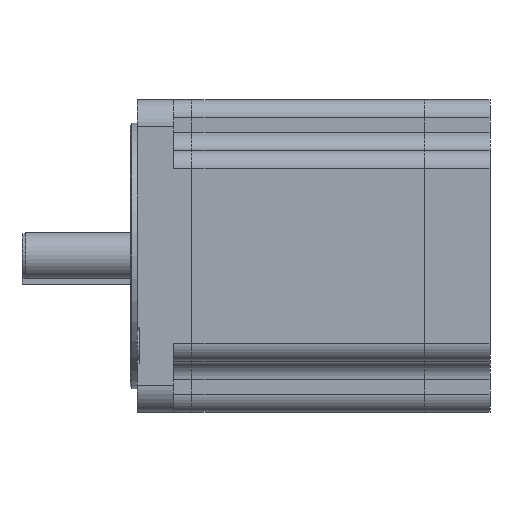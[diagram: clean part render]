
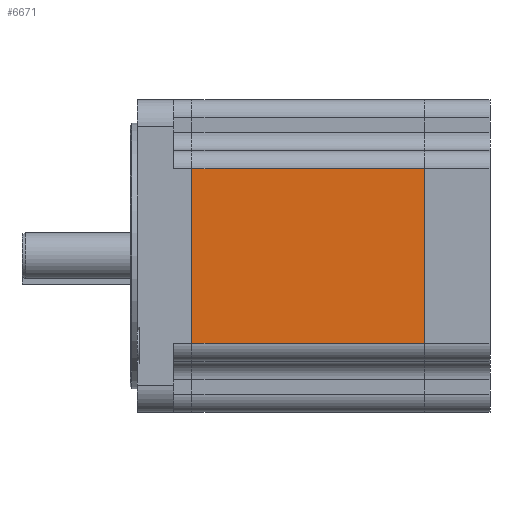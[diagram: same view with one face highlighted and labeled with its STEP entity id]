
A CAD part, left-side view. The second image highlights one B-rep face of the part: STEP entity #6671.
In plain terms, the highlighted planar face has unit normal (-1, 0, 0).
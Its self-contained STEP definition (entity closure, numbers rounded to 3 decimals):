
#321 = ORIENTED_EDGE ( 'NONE', *, *, #6716, .F. ) ;
#322 = ORIENTED_EDGE ( 'NONE', *, *, #10612, .T. ) ;
#323 = ORIENTED_EDGE ( 'NONE', *, *, #10611, .T. ) ;
#324 = ORIENTED_EDGE ( 'NONE', *, *, #10613, .T. ) ;
#422 = CARTESIAN_POINT ( 'NONE',  ( -13.393, 18.01, 41.356 ) ) ;
#423 = CARTESIAN_POINT ( 'NONE',  ( -13.393, 18.01, -6.644 ) ) ;
#455 = CARTESIAN_POINT ( 'NONE',  ( -13.393, 81.99, 41.356 ) ) ;
#456 = CARTESIAN_POINT ( 'NONE',  ( -13.393, 81.99, -6.644 ) ) ;
#966 = VERTEX_POINT ( 'NONE', #422 ) ;
#968 = VERTEX_POINT ( 'NONE', #423 ) ;
#1034 = VERTEX_POINT ( 'NONE', #455 ) ;
#1036 = VERTEX_POINT ( 'NONE', #456 ) ;
#1393 = PLANE ( 'NONE',  #8462 ) ;
#1395 = CARTESIAN_POINT ( 'NONE',  ( -13.393, 97., -18.144 ) ) ;
#1397 = DIRECTION ( 'NONE',  ( 1., 0., 0. ) ) ;
#1399 = DIRECTION ( 'NONE',  ( 0., 0., -1. ) ) ;
#1592 = EDGE_LOOP ( 'NONE', ( #321, #323, #322, #324 ) ) ;
#2807 = LINE ( 'NONE', #2808, #8051 ) ;
#2808 = CARTESIAN_POINT ( 'NONE',  ( -13.393, 97., -6.644 ) ) ;
#2809 = DIRECTION ( 'NONE',  ( 0., -1., 0. ) ) ;
#2810 = LINE ( 'NONE', #2811, #8052 ) ;
#2811 = CARTESIAN_POINT ( 'NONE',  ( -13.393, 18.01, -18.144 ) ) ;
#2812 = DIRECTION ( 'NONE',  ( 0., 0., 1. ) ) ;
#2813 = LINE ( 'NONE', #2814, #8053 ) ;
#2814 = CARTESIAN_POINT ( 'NONE',  ( -13.393, 97., 41.356 ) ) ;
#2815 = DIRECTION ( 'NONE',  ( 0., 1., 0. ) ) ;
#5770 = LINE ( 'NONE', #5771, #10207 ) ;
#5771 = CARTESIAN_POINT ( 'NONE',  ( -13.393, 81.99, -18.144 ) ) ;
#5772 = DIRECTION ( 'NONE',  ( 0., 0., 1. ) ) ;
#6671 = ADVANCED_FACE ( 'NONE', ( #8457 ), #1393, .F. ) ;
#6716 = EDGE_CURVE ( 'NONE', #1036, #1034, #5770, .T. ) ;
#8051 = VECTOR ( 'NONE', #2809, 1000. ) ;
#8052 = VECTOR ( 'NONE', #2812, 1000. ) ;
#8053 = VECTOR ( 'NONE', #2815, 1000. ) ;
#8457 = FACE_OUTER_BOUND ( 'NONE', #1592, .T. ) ;
#8462 = AXIS2_PLACEMENT_3D ( 'NONE', #1395, #1397, #1399 ) ;
#10207 = VECTOR ( 'NONE', #5772, 1000. ) ;
#10611 = EDGE_CURVE ( 'NONE', #1036, #968, #2807, .T. ) ;
#10612 = EDGE_CURVE ( 'NONE', #968, #966, #2810, .T. ) ;
#10613 = EDGE_CURVE ( 'NONE', #966, #1034, #2813, .T. ) ;
